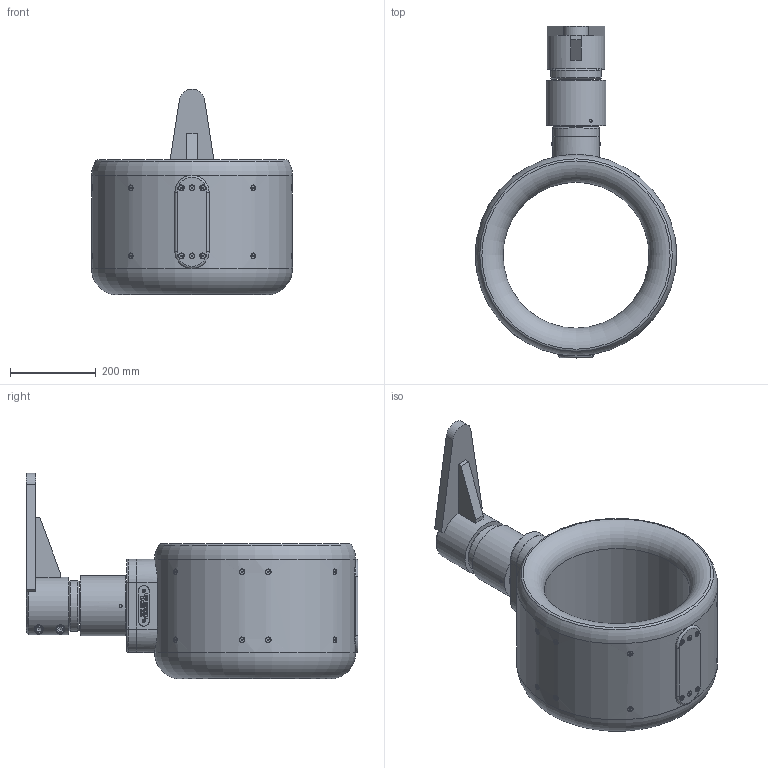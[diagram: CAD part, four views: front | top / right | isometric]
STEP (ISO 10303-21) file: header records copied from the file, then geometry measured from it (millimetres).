
FILE_DESCRIPTION (( 'STEP AP214' ), '1' );
FILE_NAME ('P-087-330-rev-B-M341-Pro.STEP', '2026-03-06T15:28:42', ( '' ), ( '' ), 'SwSTEP 2.0', 'SolidWorks 2024', '' );
FILE_SCHEMA (( 'AUTOMOTIVE_DESIGN' ));
Length unit declared in the file: millimetre
Products named in the file (1): P-087-330-rev-B-M341-Pro
Bounding box: 470 x 775.1 x 480.03 mm (x, y, z)
Volume: 29326449.6 mm3; surface area: 1127088.1 mm2
Topology: 1 solids, 1 shells, 943 faces, 2373 edges, 1527 vertices
Faces by surface type: plane 674, bspline 128, cylinder 68, cone 55, torus 14, sphere 4
Full cylindrical faces by diameter (mm): 6.8 x3, 7.6 x3, 11.57 x22, 12 x2, 21 x2, 22 x2, 83 x1, 105 x1, 119 x1, 135 x1, 140 x1, 341 x1
Entity records: 46365 total; most frequent: CARTESIAN_POINT 15054, ORIENTED_EDGE 4420, DIRECTION 3835, EDGE_CURVE 2210, LINE 1629, VECTOR 1629, VERTEX_POINT 1466, EDGE_LOOP 1142
